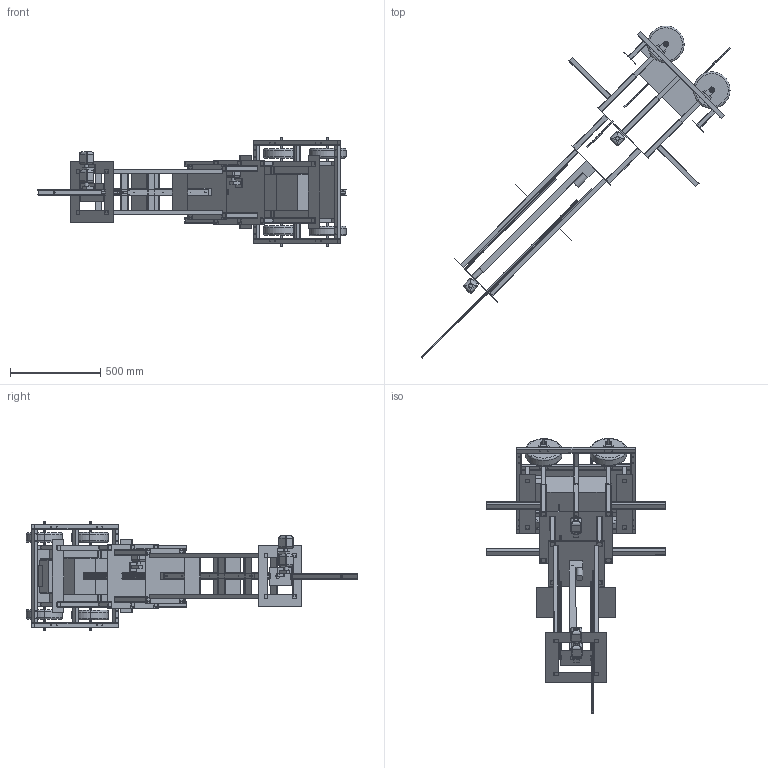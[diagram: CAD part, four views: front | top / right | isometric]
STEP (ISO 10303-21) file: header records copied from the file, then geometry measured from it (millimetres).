
FILE_DESCRIPTION (( 'STEP AP214' ), '1' );
FILE_NAME ('搬運車V4.STEP', '2022-03-23T10:55:36', ( '' ), ( '' ), 'SwSTEP 2.0', 'SolidWorks 2020', '' );
FILE_SCHEMA (( 'AUTOMOTIVE_DESIGN' ));
Length unit declared in the file: millimetre
Products named in the file (54): 660芳館; 線性制動器圓棍; 馬達作; CPJLW50_10_12; C-BGHKAX6901ZZ-40; C_SSRXN36Y28_3; 電池價; Housing_C-BGHKAX6901ZZ-40_C-BGHKAX6901ZZ-40; 複製 of C_SSRXN36Y28_9^滑軌; 滑軌; 第一層薄板; 馬達電片; 90管; 第三層; 290芳館; camera; CPJLW50_10_12_5; CPJLW50_10_12_3; 搬運車V4; RTWN24; BLHM230K_20_0; LI電池; 線性制動器; 12mmX80; battery; 12MM車胎; LI電池架; 440管; 第二層上蓋; 120管; CPJLW50_10_12_7; C_SSRXN36Y28_5; BLHM230K_20_0_3; 610芳館; 電池價L型鐵; 第四層平台; 520芳館; BLHM230K_20_0_5; 6901ZZ; 第一層感測架
Assembly tree (130 placements, depth 3):
  搬運車V4
    520芳館  x2
    660芳館  x2
    610芳館  x2
    290芳館  x2
    90管  x2
    馬達作  x4
    電池價
    電池價L型鐵  x2
    battery  x2
    LI電池架
    LI電池
    440管  x6
    第二層上蓋
    第一層薄板
    120管  x4
    第一層感測架  x2
    第三層
    線性制動器
    滑軌
      C_SSRXN36Y28_3  x2
      C_SSRXN36Y28_5  x2
      複製 of C_SSRXN36Y28_9^滑軌
    滑軌
      C_SSRXN36Y28_3  x2
      C_SSRXN36Y28_5  x2
      複製 of C_SSRXN36Y28_9^滑軌
    camera  x3
    第四層平台
    線性制動器圓棍
    馬達電片  x8
    BLHM230K_20_0
      BLHM230K_20_0_3
      BLHM230K_20_0_5
    CPJLW50_10_12
      CPJLW50_10_12_3
      CPJLW50_10_12_5
      CPJLW50_10_12_7
    C-BGHKAX6901ZZ-40
      Housing_C-BGHKAX6901ZZ-40_C-BGHKAX6901ZZ-40
      6901ZZ
      RTWN24
    12mmX80  x4
    C-BGHKAX6901ZZ-40
      Housing_C-BGHKAX6901ZZ-40_C-BGHKAX6901ZZ-40
      6901ZZ
      RTWN24
    12MM車胎  x4
    BLHM230K_20_0
      BLHM230K_20_0_3
      BLHM230K_20_0_5
    BLHM230K_20_0
      BLHM230K_20_0_3
      BLHM230K_20_0_5
    BLHM230K_20_0
      BLHM230K_20_0_3
      BLHM230K_20_0_5
    C-BGHKAX6901ZZ-40
      Housing_C-BGHKAX6901ZZ-40_C-BGHKAX6901ZZ-40
      6901ZZ
Bounding box: 1714.34 x 1842.54 x 607.4 mm (x, y, z)
Volume: 27004727.1 mm3; surface area: 6703803.4 mm2
Topology: 112 solids, 116 shells, 3719 faces, 9281 edges, 5880 vertices
Faces by surface type: plane 1741, cylinder 1130, sphere 512, cone 224, bspline 88, torus 24
Entity records: 45117 total; most frequent: CARTESIAN_POINT 7611, DIRECTION 6107, ORIENTED_EDGE 5666, EDGE_CURVE 2833, AXIS2_PLACEMENT_3D 2099, LINE 1909, VECTOR 1909, VERTEX_POINT 1843
